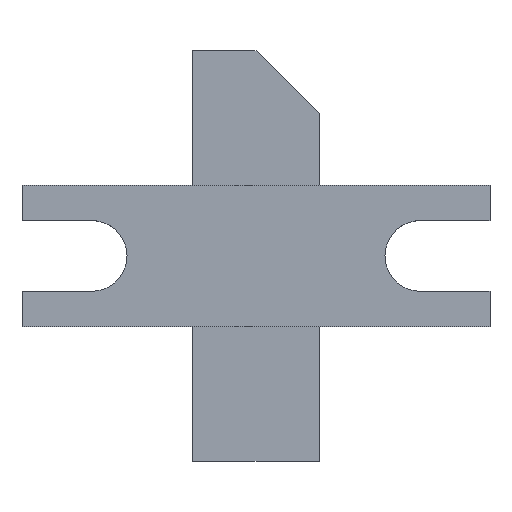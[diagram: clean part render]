
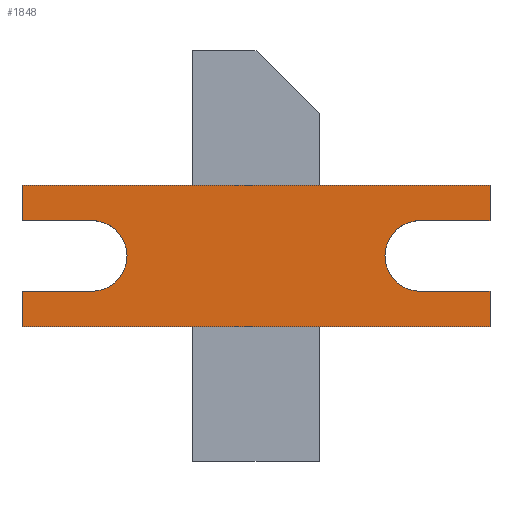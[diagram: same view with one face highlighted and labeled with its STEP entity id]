
A CAD part, top view. The second image highlights one B-rep face of the part: STEP entity #1848.
In plain terms, the highlighted planar face has unit normal (0, 0, 1).
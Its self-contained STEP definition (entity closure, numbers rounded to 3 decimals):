
#1848=ADVANCED_FACE('',(#3202),#3204,.T.);
#3202=FACE_BOUND('',#3203,.T.);
#3203=EDGE_LOOP('',(#4536,#4537,#4538,#4539,#4540,#4541,#4542,#4543,#4544,#4545,
#4546,#4547));
#3204=PLANE('',#3205);
#3205=AXIS2_PLACEMENT_3D('',#3206,#3207,#3208);
#3206=CARTESIAN_POINT('',(0.,0.,1.6));
#3207=DIRECTION('',(0.,0.,1.));
#3208=DIRECTION('',(-1.,0.,0.));
#4536=ORIENTED_EDGE('',*,*,#5072,.T.);
#4537=ORIENTED_EDGE('',*,*,#5070,.T.);
#4538=ORIENTED_EDGE('',*,*,#5092,.T.);
#4539=ORIENTED_EDGE('',*,*,#5090,.T.);
#4540=ORIENTED_EDGE('',*,*,#5088,.T.);
#4541=ORIENTED_EDGE('',*,*,#5086,.T.);
#4542=ORIENTED_EDGE('',*,*,#5084,.T.);
#4543=ORIENTED_EDGE('',*,*,#5082,.T.);
#4544=ORIENTED_EDGE('',*,*,#5080,.T.);
#4545=ORIENTED_EDGE('',*,*,#5078,.T.);
#4546=ORIENTED_EDGE('',*,*,#5076,.T.);
#4547=ORIENTED_EDGE('',*,*,#5074,.T.);
#5070=EDGE_CURVE('',#5964,#5962,#5965,.T.);
#5072=EDGE_CURVE('',#5967,#5964,#5968,.T.);
#5074=EDGE_CURVE('',#5970,#5967,#5971,.T.);
#5076=EDGE_CURVE('',#5973,#5970,#5974,.T.);
#5078=EDGE_CURVE('',#5976,#5973,#5977,.T.);
#5080=EDGE_CURVE('',#5979,#5976,#5980,.T.);
#5082=EDGE_CURVE('',#5982,#5979,#5983,.T.);
#5084=EDGE_CURVE('',#5985,#5982,#5986,.T.);
#5086=EDGE_CURVE('',#5988,#5985,#5989,.T.);
#5088=EDGE_CURVE('',#5991,#5988,#5992,.T.);
#5090=EDGE_CURVE('',#5994,#5991,#5995,.T.);
#5092=EDGE_CURVE('',#5962,#5994,#5997,.T.);
#5962=VERTEX_POINT('',#7941);
#5964=VERTEX_POINT('',#7945);
#5965=LINE('',#7946,#7947);
#5967=VERTEX_POINT('',#7952);
#5968=LINE('',#7953,#7954);
#5970=VERTEX_POINT('',#7959);
#5971=LINE('',#7960,#7961);
#5973=VERTEX_POINT('',#7966);
#5974=CIRCLE('',#7967,1.55);
#5976=VERTEX_POINT('',#7974);
#5977=LINE('',#7975,#7976);
#5979=VERTEX_POINT('',#7981);
#5980=LINE('',#7982,#7983);
#5982=VERTEX_POINT('',#7988);
#5983=LINE('',#7989,#7990);
#5985=VERTEX_POINT('',#7995);
#5986=LINE('',#7996,#7997);
#5988=VERTEX_POINT('',#8002);
#5989=LINE('',#8003,#8004);
#5991=VERTEX_POINT('',#8009);
#5992=CIRCLE('',#8010,1.55);
#5994=VERTEX_POINT('',#8017);
#5995=LINE('',#8018,#8019);
#5997=LINE('',#8024,#8025);
#7941=CARTESIAN_POINT('',(10.25,-3.1,1.6));
#7945=CARTESIAN_POINT('',(-10.25,-3.1,1.6));
#7946=CARTESIAN_POINT('',(-10.25,-3.1,1.6));
#7947=VECTOR('',#7948,1.);
#7948=DIRECTION('',(1.,0.,0.));
#7952=CARTESIAN_POINT('',(-10.25,-1.55,1.6));
#7953=CARTESIAN_POINT('',(-10.25,-1.55,1.6));
#7954=VECTOR('',#7955,1.);
#7955=DIRECTION('',(0.,-1.,0.));
#7959=CARTESIAN_POINT('',(-7.2,-1.55,1.6));
#7960=CARTESIAN_POINT('',(-7.2,-1.55,1.6));
#7961=VECTOR('',#7962,1.);
#7962=DIRECTION('',(-1.,0.,0.));
#7966=CARTESIAN_POINT('',(-7.2,1.55,1.6));
#7967=AXIS2_PLACEMENT_3D('',#7968,#7969,#7970);
#7968=CARTESIAN_POINT('',(-7.2,0.,1.6));
#7969=DIRECTION('',(0.,0.,-1.));
#7970=DIRECTION('',(0.,1.,0.));
#7974=CARTESIAN_POINT('',(-10.25,1.55,1.6));
#7975=CARTESIAN_POINT('',(-10.25,1.55,1.6));
#7976=VECTOR('',#7977,1.);
#7977=DIRECTION('',(1.,0.,0.));
#7981=CARTESIAN_POINT('',(-10.25,3.1,1.6));
#7982=CARTESIAN_POINT('',(-10.25,3.1,1.6));
#7983=VECTOR('',#7984,1.);
#7984=DIRECTION('',(0.,-1.,0.));
#7988=CARTESIAN_POINT('',(10.25,3.1,1.6));
#7989=CARTESIAN_POINT('',(10.25,3.1,1.6));
#7990=VECTOR('',#7991,1.);
#7991=DIRECTION('',(-1.,0.,0.));
#7995=CARTESIAN_POINT('',(10.25,1.55,1.6));
#7996=CARTESIAN_POINT('',(10.25,1.55,1.6));
#7997=VECTOR('',#7998,1.);
#7998=DIRECTION('',(0.,1.,0.));
#8002=CARTESIAN_POINT('',(7.2,1.55,1.6));
#8003=CARTESIAN_POINT('',(7.2,1.55,1.6));
#8004=VECTOR('',#8005,1.);
#8005=DIRECTION('',(1.,0.,0.));
#8009=CARTESIAN_POINT('',(7.2,-1.55,1.6));
#8010=AXIS2_PLACEMENT_3D('',#8011,#8012,#8013);
#8011=CARTESIAN_POINT('',(7.2,0.,1.6));
#8012=DIRECTION('',(0.,0.,-1.));
#8013=DIRECTION('',(0.,-1.,0.));
#8017=CARTESIAN_POINT('',(10.25,-1.55,1.6));
#8018=CARTESIAN_POINT('',(10.25,-1.55,1.6));
#8019=VECTOR('',#8020,1.);
#8020=DIRECTION('',(-1.,0.,0.));
#8024=CARTESIAN_POINT('',(10.25,-3.1,1.6));
#8025=VECTOR('',#8026,1.);
#8026=DIRECTION('',(0.,1.,0.));
